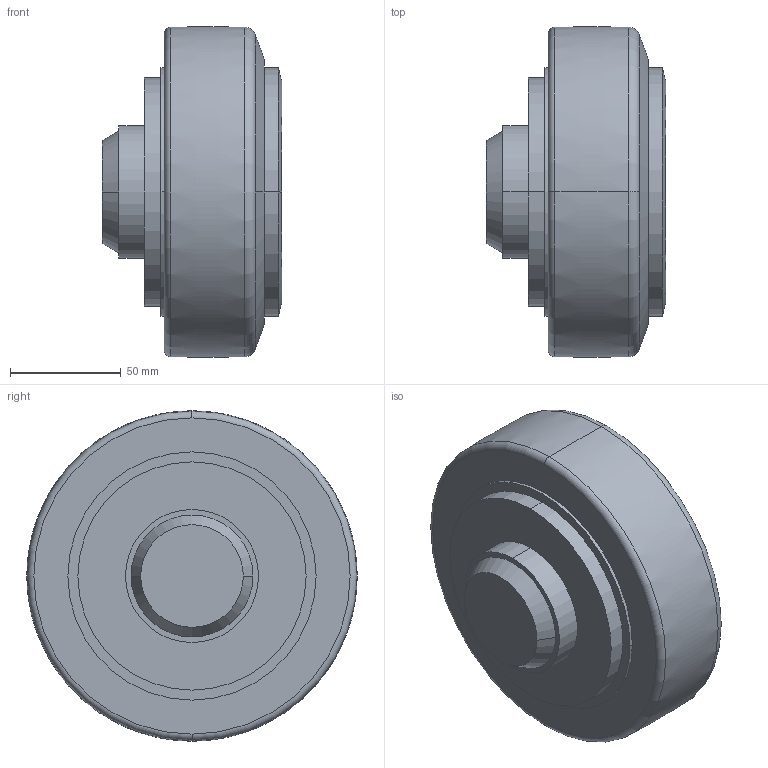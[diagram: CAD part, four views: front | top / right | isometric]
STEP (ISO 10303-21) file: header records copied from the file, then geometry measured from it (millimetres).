
FILE_DESCRIPTION(('STEP AP203'),'1');
FILE_NAME('200_019_001_without_distance_washer.stp','2014-08-06T06:34:19',('TraceParts'),('TraceParts S.A.'),'XStep 1.0',' ',' ');
FILE_SCHEMA(('CONFIG_CONTROL_DESIGN'));
Length unit declared in the file: millimetre
Products named in the file (1): 1
Bounding box: 81 x 148.94 x 148.97 mm (x, y, z)
Volume: 966901.2 mm3; surface area: 60987.4 mm2
Topology: 1 solids, 1 shells, 51 faces, 117 edges, 77 vertices
Faces by surface type: plane 23, cylinder 12, torus 10, cone 6
Entity records: 1514 total; most frequent: DIRECTION 284, CARTESIAN_POINT 246, ORIENTED_EDGE 234, EDGE_CURVE 117, AXIS2_PLACEMENT_3D 115, VERTEX_POINT 77, CIRCLE 63, EDGE_LOOP 60
